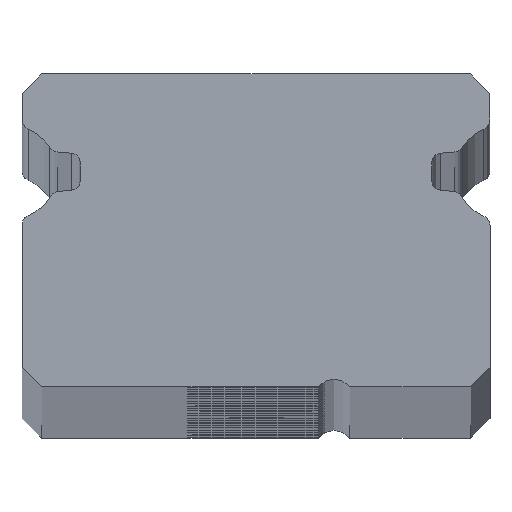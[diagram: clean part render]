
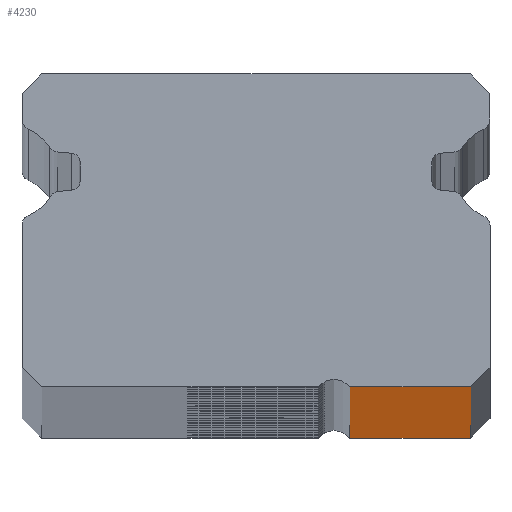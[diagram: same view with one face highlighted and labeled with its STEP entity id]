
A CAD part, top view. The second image highlights one B-rep face of the part: STEP entity #4230.
In plain terms, the highlighted planar face has unit normal (0, -1, 0).
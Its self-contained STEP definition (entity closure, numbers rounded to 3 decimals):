
#260 = ORIENTED_EDGE ( 'NONE', *, *, #1560, .F. ) ;
#449 = EDGE_CURVE ( 'NONE', #5319, #5608, #1001, .T. ) ;
#648 = CARTESIAN_POINT ( 'NONE',  ( 5.484, -5.5, 375. ) ) ;
#858 = DIRECTION ( 'NONE',  ( 1., 0., 0. ) ) ;
#919 = VERTEX_POINT ( 'NONE', #6173 ) ;
#1001 = LINE ( 'NONE', #4008, #4541 ) ;
#1021 = VECTOR ( 'NONE', #5988, 1000. ) ;
#1025 = LINE ( 'NONE', #3065, #6222 ) ;
#1142 = AXIS2_PLACEMENT_3D ( 'NONE', #2505, #6156, #4038 ) ;
#1182 = VECTOR ( 'NONE', #3758, 1000. ) ;
#1560 = EDGE_CURVE ( 'NONE', #5608, #919, #1025, .T. ) ;
#1715 = ORIENTED_EDGE ( 'NONE', *, *, #449, .F. ) ;
#1726 = CARTESIAN_POINT ( 'NONE',  ( 2.393, -5.5, -375. ) ) ;
#1989 = ORIENTED_EDGE ( 'NONE', *, *, #3521, .T. ) ;
#2040 = LINE ( 'NONE', #6359, #1182 ) ;
#2096 = EDGE_CURVE ( 'NONE', #6024, #919, #6454, .T. ) ;
#2338 = CARTESIAN_POINT ( 'NONE',  ( 2.393, -5.5, -375. ) ) ;
#2505 = CARTESIAN_POINT ( 'NONE',  ( 2.393, -5.5, 375. ) ) ;
#2962 = CARTESIAN_POINT ( 'NONE',  ( 2.393, -5.5, 375. ) ) ;
#3065 = CARTESIAN_POINT ( 'NONE',  ( 5.484, -5.5, 375. ) ) ;
#3521 = EDGE_CURVE ( 'NONE', #5319, #6024, #2040, .T. ) ;
#3698 = ORIENTED_EDGE ( 'NONE', *, *, #2096, .T. ) ;
#3758 = DIRECTION ( 'NONE',  ( 0., 0., -1. ) ) ;
#3761 = EDGE_LOOP ( 'NONE', ( #3698, #260, #1715, #1989 ) ) ;
#4008 = CARTESIAN_POINT ( 'NONE',  ( 2.393, -5.5, 375. ) ) ;
#4038 = DIRECTION ( 'NONE',  ( 0., 0., 1. ) ) ;
#4230 = ADVANCED_FACE ( 'NONE', ( #4749 ), #4519, .F. ) ;
#4519 = PLANE ( 'NONE',  #1142 ) ;
#4541 = VECTOR ( 'NONE', #858, 1000. ) ;
#4749 = FACE_OUTER_BOUND ( 'NONE', #3761, .T. ) ;
#5319 = VERTEX_POINT ( 'NONE', #2962 ) ;
#5608 = VERTEX_POINT ( 'NONE', #648 ) ;
#5988 = DIRECTION ( 'NONE',  ( 1., 0., 0. ) ) ;
#6024 = VERTEX_POINT ( 'NONE', #1726 ) ;
#6151 = DIRECTION ( 'NONE',  ( 0., 0., -1. ) ) ;
#6156 = DIRECTION ( 'NONE',  ( 0., 1., 0. ) ) ;
#6173 = CARTESIAN_POINT ( 'NONE',  ( 5.484, -5.5, -375. ) ) ;
#6222 = VECTOR ( 'NONE', #6151, 1000. ) ;
#6359 = CARTESIAN_POINT ( 'NONE',  ( 2.393, -5.5, 375. ) ) ;
#6454 = LINE ( 'NONE', #2338, #1021 ) ;
